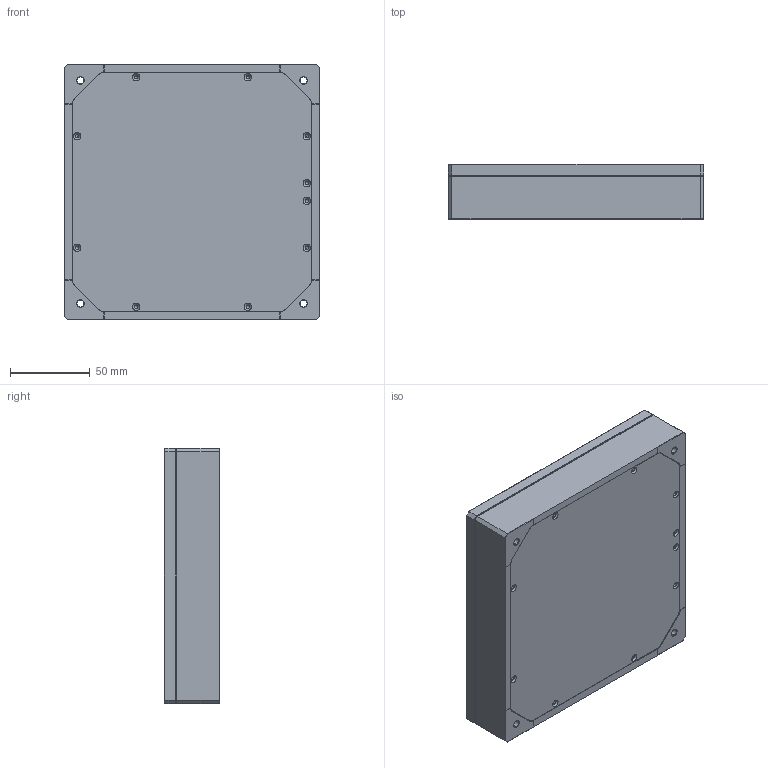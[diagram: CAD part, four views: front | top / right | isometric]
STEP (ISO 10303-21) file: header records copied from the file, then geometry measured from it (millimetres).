
FILE_DESCRIPTION (( 'STEP AP203' ), '1' );
FILE_NAME ('SH30.XYZ.enduser.STEP', '2025-06-27T07:34:53', ( '' ), ( '' ), 'SwSTEP 2.0', 'SolidWorks 2020', '' );
FILE_SCHEMA (( 'CONFIG_CONTROL_DESIGN' ));
Length unit declared in the file: millimetre
Products named in the file (6): 葩璃 XY_part_1^Scanner_30_30_15_web; SH30.XYZ.enduser; 复件 M3-D5.5T2.0L3^Scanner_30_30_15_web_M3×10; 葩璃 bottom cover^Scanner_30_30_15_web; 复件 M4-D8T2.0L3^Scanner_30_30_15_web_M3×10; 葩璃 top_part_1^Scanner_30_30_15_web
Assembly tree (15 placements, depth 2):
  SH30.XYZ.enduser
    葩璃 XY_part_1^Scanner_30_30_15_web
    葩璃 top_part_1^Scanner_30_30_15_web
    葩璃 bottom cover^Scanner_30_30_15_web
    复件 M4-D8T2.0L3^Scanner_30_30_15_web_M3×10  x4
    复件 M3-D5.5T2.0L3^Scanner_30_30_15_web_M3×10  x8
Bounding box: 160 x 34.5 x 160 mm (x, y, z)
Volume: 834436.8 mm3; surface area: 176521 mm2
Topology: 15 solids, 15 shells, 840 faces, 2022 edges, 1238 vertices
Faces by surface type: plane 328, cylinder 264, cone 200, torus 48
Entity records: 19536 total; most frequent: DIRECTION 3448, CARTESIAN_POINT 3163, ORIENTED_EDGE 3072, EDGE_CURVE 1536, AXIS2_PLACEMENT_3D 1277, VERTEX_POINT 960, VECTOR 894, LINE 894
